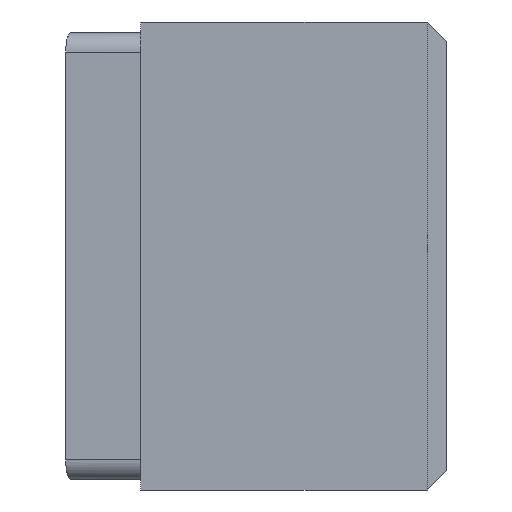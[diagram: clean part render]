
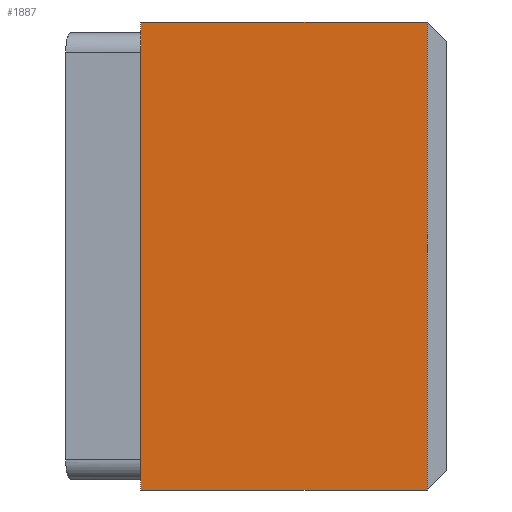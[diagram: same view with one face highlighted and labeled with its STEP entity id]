
A CAD part, left-side view. The second image highlights one B-rep face of the part: STEP entity #1887.
In plain terms, the highlighted planar face has unit normal (-1, 0, 0).
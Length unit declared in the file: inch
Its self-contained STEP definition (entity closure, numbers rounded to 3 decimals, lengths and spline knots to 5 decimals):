
#106 = CARTESIAN_POINT ( 'NONE',  ( -2.953, 1.929, 1.4765 ) ) ;
#323 = LINE ( 'NONE', #1090, #1689 ) ;
#369 = LINE ( 'NONE', #3388, #4270 ) ;
#386 = EDGE_LOOP ( 'NONE', ( #3231, #4022, #1108, #448 ) ) ;
#404 = EDGE_CURVE ( 'NONE', #2073, #1795, #369, .T. ) ;
#448 = ORIENTED_EDGE ( 'NONE', *, *, #4370, .F. ) ;
#610 = LINE ( 'NONE', #4981, #1034 ) ;
#656 = DIRECTION ( 'NONE',  ( 0., 0., -1. ) ) ;
#1017 = VERTEX_POINT ( 'NONE', #2142 ) ;
#1034 = VECTOR ( 'NONE', #3367, 39.37008 ) ;
#1090 = CARTESIAN_POINT ( 'NONE',  ( -2.953, 1.929, -1.4765 ) ) ;
#1108 = ORIENTED_EDGE ( 'NONE', *, *, #404, .F. ) ;
#1204 = VERTEX_POINT ( 'NONE', #2877 ) ;
#1392 = EDGE_CURVE ( 'NONE', #1204, #1017, #610, .T. ) ;
#1458 = DIRECTION ( 'NONE',  ( 0., 0., 1. ) ) ;
#1480 = FACE_OUTER_BOUND ( 'NONE', #386, .T. ) ;
#1501 = DIRECTION ( 'NONE',  ( 1., 0., 0. ) ) ;
#1689 = VECTOR ( 'NONE', #2664, 39.37008 ) ;
#1795 = VERTEX_POINT ( 'NONE', #3902 ) ;
#1887 = ADVANCED_FACE ( 'NONE', ( #1480 ), #3053, .F. ) ;
#2073 = VERTEX_POINT ( 'NONE', #106 ) ;
#2142 = CARTESIAN_POINT ( 'NONE',  ( -2.953, 0.12, -1.4765 ) ) ;
#2373 = LINE ( 'NONE', #3948, #2762 ) ;
#2664 = DIRECTION ( 'NONE',  ( 0., 0., 1. ) ) ;
#2762 = VECTOR ( 'NONE', #1458, 39.37008 ) ;
#2877 = CARTESIAN_POINT ( 'NONE',  ( -2.953, 1.929, -1.4765 ) ) ;
#3053 = PLANE ( 'NONE',  #4919 ) ;
#3231 = ORIENTED_EDGE ( 'NONE', *, *, #1392, .T. ) ;
#3367 = DIRECTION ( 'NONE',  ( 0., -1., 0. ) ) ;
#3388 = CARTESIAN_POINT ( 'NONE',  ( -2.953, 1.929, 1.4765 ) ) ;
#3744 = EDGE_CURVE ( 'NONE', #1017, #1795, #2373, .T. ) ;
#3902 = CARTESIAN_POINT ( 'NONE',  ( -2.953, 0.12, 1.4765 ) ) ;
#3948 = CARTESIAN_POINT ( 'NONE',  ( -2.953, 0.12, -1.4765 ) ) ;
#4022 = ORIENTED_EDGE ( 'NONE', *, *, #3744, .T. ) ;
#4270 = VECTOR ( 'NONE', #4977, 39.37008 ) ;
#4370 = EDGE_CURVE ( 'NONE', #1204, #2073, #323, .T. ) ;
#4631 = CARTESIAN_POINT ( 'NONE',  ( -2.953, 1.929, -1.4765 ) ) ;
#4919 = AXIS2_PLACEMENT_3D ( 'NONE', #4631, #1501, #656 ) ;
#4977 = DIRECTION ( 'NONE',  ( 0., -1., 0. ) ) ;
#4981 = CARTESIAN_POINT ( 'NONE',  ( -2.953, 1.929, -1.4765 ) ) ;
